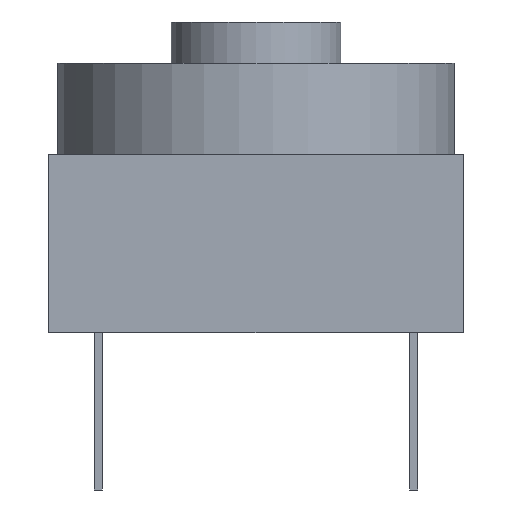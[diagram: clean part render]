
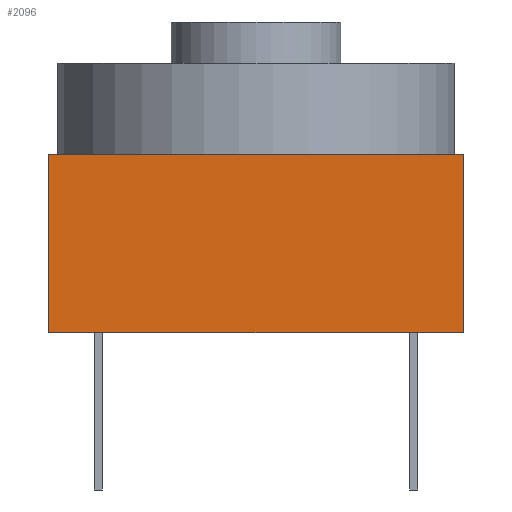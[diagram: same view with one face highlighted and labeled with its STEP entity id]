
A CAD part, front view. The second image highlights one B-rep face of the part: STEP entity #2096.
In plain terms, the highlighted planar face has unit normal (0, -1, 0).
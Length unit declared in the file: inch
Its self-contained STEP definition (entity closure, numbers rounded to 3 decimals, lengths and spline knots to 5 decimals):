
#1272=CARTESIAN_POINT('',(0.19685,-0.19685,-0.10925));
#1273=VERTEX_POINT('',#1272);
#1280=CARTESIAN_POINT('',(-0.19685,-0.19685,-0.10925));
#1281=VERTEX_POINT('',#1280);
#1282=CARTESIAN_POINT('',(-0.19685,-0.19685,-0.10925));
#1283=DIRECTION('',(1.0,0.0,0.0));
#1284=VECTOR('',#1283,0.3937);
#1285=LINE('',#1282,#1284);
#1286=EDGE_CURVE('',#1281,#1273,#1285,.T.);
#1886=CARTESIAN_POINT('',(-0.19685,-0.19685,0.06004));
#1887=VERTEX_POINT('',#1886);
#1894=CARTESIAN_POINT('',(0.19685,-0.19685,0.06004));
#1895=VERTEX_POINT('',#1894);
#1896=CARTESIAN_POINT('',(0.19685,-0.19685,0.06004));
#1897=DIRECTION('',(-1.0,0.0,0.0));
#1898=VECTOR('',#1897,0.3937);
#1899=LINE('',#1896,#1898);
#1900=EDGE_CURVE('',#1895,#1887,#1899,.T.);
#1961=CARTESIAN_POINT('',(-0.19685,-0.19685,0.06004));
#1962=DIRECTION('',(0.0,0.0,-1.0));
#1963=VECTOR('',#1962,0.16929);
#1964=LINE('',#1961,#1963);
#1965=EDGE_CURVE('',#1887,#1281,#1964,.T.);
#2074=CARTESIAN_POINT('',(0.19685,-0.19685,-0.10925));
#2075=DIRECTION('',(0.0,0.0,1.0));
#2076=VECTOR('',#2075,0.16929);
#2077=LINE('',#2074,#2076);
#2078=EDGE_CURVE('',#1273,#1895,#2077,.T.);
#2085=CARTESIAN_POINT('',(-0.21654,-0.19685,0.0685));
#2086=DIRECTION('',(0.0,-1.0,0.0));
#2087=DIRECTION('',(0.0,0.0,-1.0));
#2088=AXIS2_PLACEMENT_3D('',#2085,#2086,#2087);
#2089=PLANE('',#2088);
#2090=ORIENTED_EDGE('',*,*,#1900,.T.);
#2091=ORIENTED_EDGE('',*,*,#1965,.T.);
#2092=ORIENTED_EDGE('',*,*,#1286,.T.);
#2093=ORIENTED_EDGE('',*,*,#2078,.T.);
#2094=EDGE_LOOP('',(#2090,#2091,#2092,#2093));
#2095=FACE_OUTER_BOUND('',#2094,.T.);
#2096=ADVANCED_FACE('',(#2095),#2089,.T.);
